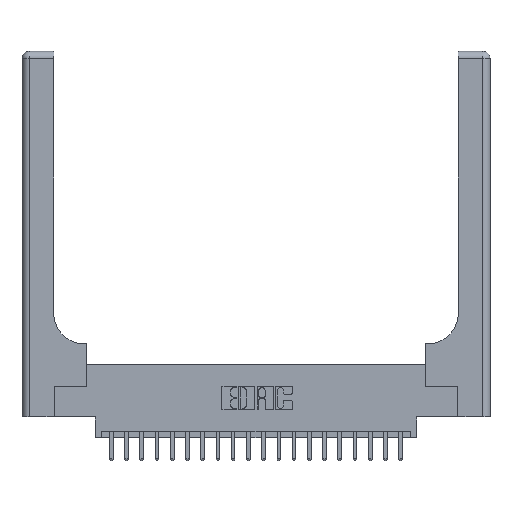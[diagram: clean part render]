
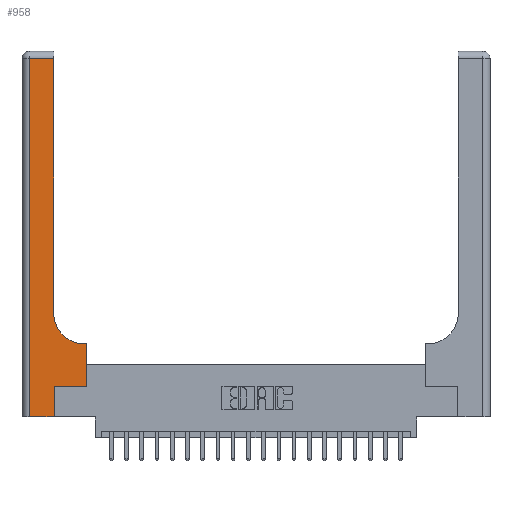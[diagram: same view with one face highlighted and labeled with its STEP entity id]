
A CAD part, top view. The second image highlights one B-rep face of the part: STEP entity #958.
In plain terms, the highlighted planar face has unit normal (0, 0, 1).
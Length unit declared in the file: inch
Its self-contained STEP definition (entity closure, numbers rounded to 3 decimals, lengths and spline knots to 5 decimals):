
#417 = EDGE_CURVE ( 'NONE', #21105, #16384, #5690, .T. ) ;
#564 = VERTEX_POINT ( 'NONE', #7560 ) ;
#807 = ORIENTED_EDGE ( 'NONE', *, *, #12295, .T. ) ;
#958 = ADVANCED_FACE ( 'NONE', ( #8060 ), #20438, .F. ) ;
#1235 = LINE ( 'NONE', #17007, #6185 ) ;
#1390 = EDGE_CURVE ( 'NONE', #12420, #11519, #1235, .T. ) ;
#1534 = CARTESIAN_POINT ( 'NONE',  ( 0.26, 2.94, 0.37 ) ) ;
#1588 = CIRCLE ( 'NONE', #10249, 0.25 ) ;
#1722 = ORIENTED_EDGE ( 'NONE', *, *, #18282, .T. ) ;
#2573 = EDGE_CURVE ( 'NONE', #564, #21105, #12666, .T. ) ;
#2672 = CARTESIAN_POINT ( 'NONE',  ( 0.265, 0., 0.37 ) ) ;
#2941 = VERTEX_POINT ( 'NONE', #11928 ) ;
#3583 = CARTESIAN_POINT ( 'NONE',  ( 0.51, 0.85, 0.37 ) ) ;
#3791 = VECTOR ( 'NONE', #15791, 39.37008 ) ;
#4121 = CARTESIAN_POINT ( 'NONE',  ( 0.26, 0.85, 0.37 ) ) ;
#4514 = ORIENTED_EDGE ( 'NONE', *, *, #6251, .T. ) ;
#5189 = EDGE_CURVE ( 'NONE', #2941, #12420, #1588, .T. ) ;
#5265 = DIRECTION ( 'NONE',  ( 1., 0., 0. ) ) ;
#5690 = LINE ( 'NONE', #12750, #14604 ) ;
#5954 = ORIENTED_EDGE ( 'NONE', *, *, #5189, .T. ) ;
#6185 = VECTOR ( 'NONE', #17061, 39.37008 ) ;
#6251 = EDGE_CURVE ( 'NONE', #8233, #2941, #20211, .T. ) ;
#6974 = VECTOR ( 'NONE', #21182, 39.37008 ) ;
#7200 = CARTESIAN_POINT ( 'NONE',  ( 0., 2.94, 0.37 ) ) ;
#7560 = CARTESIAN_POINT ( 'NONE',  ( 0.06, 2.94, 0.37 ) ) ;
#7824 = VECTOR ( 'NONE', #8873, 39.37008 ) ;
#8060 = FACE_OUTER_BOUND ( 'NONE', #15505, .T. ) ;
#8134 = VECTOR ( 'NONE', #11582, 39.37008 ) ;
#8233 = VERTEX_POINT ( 'NONE', #11077 ) ;
#8873 = DIRECTION ( 'NONE',  ( -1., 0., 0. ) ) ;
#9069 = VECTOR ( 'NONE', #18985, 39.37008 ) ;
#9129 = CARTESIAN_POINT ( 'NONE',  ( 0.265, 0., 0.37 ) ) ;
#9602 = LINE ( 'NONE', #15697, #9069 ) ;
#9617 = ORIENTED_EDGE ( 'NONE', *, *, #2573, .T. ) ;
#9794 = VERTEX_POINT ( 'NONE', #11811 ) ;
#9900 = CARTESIAN_POINT ( 'NONE',  ( 0.528, 0.25, 0.37 ) ) ;
#10249 = AXIS2_PLACEMENT_3D ( 'NONE', #3583, #15265, #5265 ) ;
#10682 = VECTOR ( 'NONE', #14302, 39.37008 ) ;
#11077 = CARTESIAN_POINT ( 'NONE',  ( 0.528, 0.6, 0.37 ) ) ;
#11247 = VERTEX_POINT ( 'NONE', #14251 ) ;
#11519 = VERTEX_POINT ( 'NONE', #1534 ) ;
#11582 = DIRECTION ( 'NONE',  ( 0., 1., 0. ) ) ;
#11811 = CARTESIAN_POINT ( 'NONE',  ( 0.265, 0.25, 0.37 ) ) ;
#11928 = CARTESIAN_POINT ( 'NONE',  ( 0.51, 0.6, 0.37 ) ) ;
#12295 = EDGE_CURVE ( 'NONE', #11519, #564, #16630, .T. ) ;
#12420 = VERTEX_POINT ( 'NONE', #4121 ) ;
#12555 = LINE ( 'NONE', #9900, #8134 ) ;
#12655 = DIRECTION ( 'NONE',  ( 1., 0., 0. ) ) ;
#12666 = LINE ( 'NONE', #15817, #3791 ) ;
#12750 = CARTESIAN_POINT ( 'NONE',  ( 0., 0., 0.37 ) ) ;
#14251 = CARTESIAN_POINT ( 'NONE',  ( 0.528, 0.25, 0.37 ) ) ;
#14302 = DIRECTION ( 'NONE',  ( 0., 1., 0. ) ) ;
#14532 = EDGE_CURVE ( 'NONE', #9794, #11247, #9602, .T. ) ;
#14604 = VECTOR ( 'NONE', #12655, 39.37008 ) ;
#15265 = DIRECTION ( 'NONE',  ( 0., 0., -1. ) ) ;
#15505 = EDGE_LOOP ( 'NONE', ( #21181, #807, #9617, #18422, #19143, #20675, #1722, #4514, #5954 ) ) ;
#15697 = CARTESIAN_POINT ( 'NONE',  ( 0.265, 0.25, 0.37 ) ) ;
#15791 = DIRECTION ( 'NONE',  ( 0., -1., 0. ) ) ;
#15817 = CARTESIAN_POINT ( 'NONE',  ( 0.06, 3., 0.37 ) ) ;
#16384 = VERTEX_POINT ( 'NONE', #2672 ) ;
#16630 = LINE ( 'NONE', #7200, #7824 ) ;
#17007 = CARTESIAN_POINT ( 'NONE',  ( 0.26, 3., 0.37 ) ) ;
#17061 = DIRECTION ( 'NONE',  ( 0., 1., 0. ) ) ;
#18282 = EDGE_CURVE ( 'NONE', #11247, #8233, #12555, .T. ) ;
#18422 = ORIENTED_EDGE ( 'NONE', *, *, #417, .T. ) ;
#18985 = DIRECTION ( 'NONE',  ( 1., 0., 0. ) ) ;
#19143 = ORIENTED_EDGE ( 'NONE', *, *, #20349, .T. ) ;
#19483 = LINE ( 'NONE', #9129, #10682 ) ;
#19520 = CARTESIAN_POINT ( 'NONE',  ( 0.26, 0.6, 0.37 ) ) ;
#19746 = AXIS2_PLACEMENT_3D ( 'NONE', #20548, #20266, #20122 ) ;
#20122 = DIRECTION ( 'NONE',  ( -1., 0., 0. ) ) ;
#20211 = LINE ( 'NONE', #19520, #6974 ) ;
#20266 = DIRECTION ( 'NONE',  ( 0., 0., -1. ) ) ;
#20349 = EDGE_CURVE ( 'NONE', #16384, #9794, #19483, .T. ) ;
#20438 = PLANE ( 'NONE',  #19746 ) ;
#20548 = CARTESIAN_POINT ( 'NONE',  ( 0., 3., 0.37 ) ) ;
#20675 = ORIENTED_EDGE ( 'NONE', *, *, #14532, .T. ) ;
#21022 = CARTESIAN_POINT ( 'NONE',  ( 0.06, 0., 0.37 ) ) ;
#21105 = VERTEX_POINT ( 'NONE', #21022 ) ;
#21181 = ORIENTED_EDGE ( 'NONE', *, *, #1390, .T. ) ;
#21182 = DIRECTION ( 'NONE',  ( -1., 0., 0. ) ) ;
